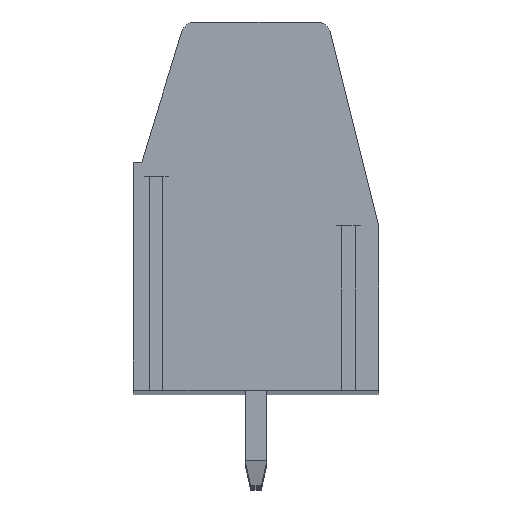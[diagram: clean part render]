
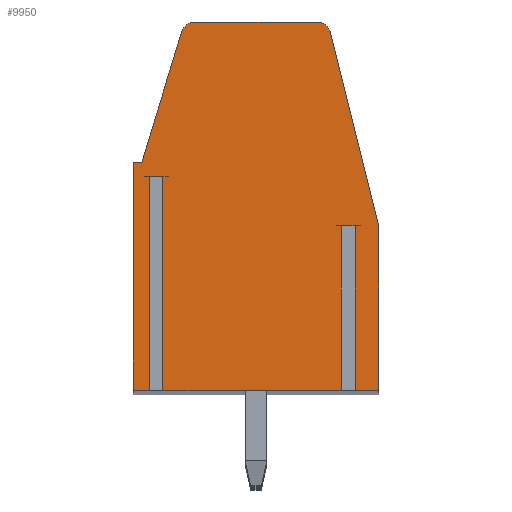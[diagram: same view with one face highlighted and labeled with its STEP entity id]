
A CAD part, top view. The second image highlights one B-rep face of the part: STEP entity #9950.
In plain terms, the highlighted planar face has unit normal (0, 0, 1).
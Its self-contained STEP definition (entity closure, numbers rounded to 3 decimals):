
#13=DIRECTION('',(-1.,0.,0.));
#14=VECTOR('',#13,0.503);
#15=CARTESIAN_POINT('',(-3.413,1.1,93.98));
#16=LINE('',#15,#14);
#17=DIRECTION('',(0.,1.,0.));
#18=VECTOR('',#17,7.85);
#19=CARTESIAN_POINT('',(-3.917,-6.75,93.98));
#20=LINE('',#19,#18);
#21=DIRECTION('',(1.,0.,0.));
#22=VECTOR('',#21,0.583);
#23=CARTESIAN_POINT('',(-4.5,-6.75,93.98));
#24=LINE('',#23,#22);
#25=DIRECTION('',(0.,-1.,0.));
#26=VECTOR('',#25,8.35);
#27=CARTESIAN_POINT('',(-4.5,1.6,93.98));
#28=LINE('',#27,#26);
#29=DIRECTION('',(-1.,0.,0.));
#30=VECTOR('',#29,0.31);
#31=CARTESIAN_POINT('',(-4.19,1.6,93.98));
#32=LINE('',#31,#30);
#33=DIRECTION('',(-0.292,-0.956,0.));
#34=VECTOR('',#33,5.015);
#35=CARTESIAN_POINT('',(-2.723,6.396,93.98));
#36=LINE('',#35,#34);
#37=CARTESIAN_POINT('',(-2.245,6.25,93.98));
#38=DIRECTION('',(0.,0.,1.));
#39=DIRECTION('',(0.,1.,0.));
#40=AXIS2_PLACEMENT_3D('',#37,#38,#39);
#42=DIRECTION('',(-1.,0.,0.));
#43=VECTOR('',#42,4.489);
#44=CARTESIAN_POINT('',(2.244,6.75,93.98));
#45=LINE('',#44,#43);
#46=CARTESIAN_POINT('',(2.244,6.25,93.98));
#47=DIRECTION('',(0.,0.,1.));
#48=DIRECTION('',(0.97,0.242,0.));
#49=AXIS2_PLACEMENT_3D('',#46,#47,#48);
#51=DIRECTION('',(-0.242,0.97,0.));
#52=VECTOR('',#51,7.318);
#53=CARTESIAN_POINT('',(4.5,-0.73,93.98));
#54=LINE('',#53,#52);
#55=DIRECTION('',(0.,1.,0.));
#56=VECTOR('',#55,6.02);
#57=CARTESIAN_POINT('',(4.5,-6.75,93.98));
#58=LINE('',#57,#56);
#59=DIRECTION('',(1.,0.,0.));
#60=VECTOR('',#59,0.863);
#61=CARTESIAN_POINT('',(3.637,-6.75,93.98));
#62=LINE('',#61,#60);
#63=DIRECTION('',(0.,1.,0.));
#64=VECTOR('',#63,6.02);
#65=CARTESIAN_POINT('',(3.637,-6.75,93.98));
#66=LINE('',#65,#64);
#67=DIRECTION('',(-1.,0.,0.));
#68=VECTOR('',#67,0.503);
#69=CARTESIAN_POINT('',(3.637,-0.73,93.98));
#70=LINE('',#69,#68);
#71=DIRECTION('',(0.,1.,0.));
#72=VECTOR('',#71,6.02);
#73=CARTESIAN_POINT('',(3.133,-6.75,93.98));
#74=LINE('',#73,#72);
#75=DIRECTION('',(1.,0.,0.));
#76=VECTOR('',#75,6.547);
#77=CARTESIAN_POINT('',(-3.413,-6.75,93.98));
#78=LINE('',#77,#76);
#79=DIRECTION('',(0.,1.,0.));
#80=VECTOR('',#79,7.85);
#81=CARTESIAN_POINT('',(-3.413,-6.75,93.98));
#82=LINE('',#81,#80);
#7801=CARTESIAN_POINT('',(4.5,-6.75,93.98));
#7802=CARTESIAN_POINT('',(4.5,-0.73,93.98));
#7803=VERTEX_POINT('',#7801);
#7804=VERTEX_POINT('',#7802);
#7805=CARTESIAN_POINT('',(2.73,6.371,93.98));
#7806=VERTEX_POINT('',#7805);
#7807=CARTESIAN_POINT('',(2.244,6.75,93.98));
#7808=VERTEX_POINT('',#7807);
#7809=CARTESIAN_POINT('',(-2.245,6.75,93.98));
#7810=VERTEX_POINT('',#7809);
#7811=CARTESIAN_POINT('',(-2.723,6.396,93.98));
#7812=VERTEX_POINT('',#7811);
#7813=CARTESIAN_POINT('',(-4.19,1.6,93.98));
#7814=VERTEX_POINT('',#7813);
#7815=CARTESIAN_POINT('',(-4.5,1.6,93.98));
#7816=VERTEX_POINT('',#7815);
#7817=CARTESIAN_POINT('',(-4.5,-6.75,93.98));
#7818=VERTEX_POINT('',#7817);
#7893=CARTESIAN_POINT('',(3.637,-0.73,93.98));
#7894=CARTESIAN_POINT('',(3.133,-0.73,93.98));
#7895=VERTEX_POINT('',#7893);
#7896=VERTEX_POINT('',#7894);
#7897=CARTESIAN_POINT('',(3.133,-6.75,93.98));
#7898=VERTEX_POINT('',#7897);
#7899=CARTESIAN_POINT('',(3.637,-6.75,93.98));
#7900=VERTEX_POINT('',#7899);
#7917=CARTESIAN_POINT('',(-3.413,1.1,93.98));
#7918=CARTESIAN_POINT('',(-3.917,1.1,93.98));
#7919=VERTEX_POINT('',#7917);
#7920=VERTEX_POINT('',#7918);
#7921=CARTESIAN_POINT('',(-3.413,-6.75,93.98));
#7922=VERTEX_POINT('',#7921);
#7923=CARTESIAN_POINT('',(-3.917,-6.75,93.98));
#7924=VERTEX_POINT('',#7923);
#9909=CARTESIAN_POINT('',(0.,0.,93.98));
#9910=DIRECTION('',(0.,0.,1.));
#9911=DIRECTION('',(1.,0.,0.));
#9912=AXIS2_PLACEMENT_3D('',#9909,#9910,#9911);
#9913=PLANE('',#9912);
#9915=ORIENTED_EDGE('',*,*,#9914,.T.);
#9917=ORIENTED_EDGE('',*,*,#9916,.F.);
#9919=ORIENTED_EDGE('',*,*,#9918,.F.);
#9921=ORIENTED_EDGE('',*,*,#9920,.F.);
#9923=ORIENTED_EDGE('',*,*,#9922,.F.);
#9925=ORIENTED_EDGE('',*,*,#9924,.F.);
#9927=ORIENTED_EDGE('',*,*,#9926,.F.);
#9929=ORIENTED_EDGE('',*,*,#9928,.F.);
#9931=ORIENTED_EDGE('',*,*,#9930,.F.);
#9933=ORIENTED_EDGE('',*,*,#9932,.F.);
#9935=ORIENTED_EDGE('',*,*,#9934,.F.);
#9937=ORIENTED_EDGE('',*,*,#9936,.F.);
#9939=ORIENTED_EDGE('',*,*,#9938,.T.);
#9941=ORIENTED_EDGE('',*,*,#9940,.T.);
#9943=ORIENTED_EDGE('',*,*,#9942,.F.);
#9945=ORIENTED_EDGE('',*,*,#9944,.F.);
#9947=ORIENTED_EDGE('',*,*,#9946,.T.);
#9948=EDGE_LOOP('',(#9915,#9917,#9919,#9921,#9923,#9925,#9927,#9929,#9931,#9933,
#9935,#9937,#9939,#9941,#9943,#9945,#9947));
#9949=FACE_OUTER_BOUND('',#9948,.F.);
#41=CIRCLE('',#40,0.5);
#50=CIRCLE('',#49,0.5);
#9914=EDGE_CURVE('',#7919,#7920,#16,.T.);
#9916=EDGE_CURVE('',#7924,#7920,#20,.T.);
#9918=EDGE_CURVE('',#7818,#7924,#24,.T.);
#9920=EDGE_CURVE('',#7816,#7818,#28,.T.);
#9922=EDGE_CURVE('',#7814,#7816,#32,.T.);
#9924=EDGE_CURVE('',#7812,#7814,#36,.T.);
#9926=EDGE_CURVE('',#7810,#7812,#41,.T.);
#9928=EDGE_CURVE('',#7808,#7810,#45,.T.);
#9930=EDGE_CURVE('',#7806,#7808,#50,.T.);
#9932=EDGE_CURVE('',#7804,#7806,#54,.T.);
#9934=EDGE_CURVE('',#7803,#7804,#58,.T.);
#9936=EDGE_CURVE('',#7900,#7803,#62,.T.);
#9938=EDGE_CURVE('',#7900,#7895,#66,.T.);
#9940=EDGE_CURVE('',#7895,#7896,#70,.T.);
#9942=EDGE_CURVE('',#7898,#7896,#74,.T.);
#9944=EDGE_CURVE('',#7922,#7898,#78,.T.);
#9946=EDGE_CURVE('',#7922,#7919,#82,.T.);
#9950=ADVANCED_FACE('',(#9949),#9913,.T.);
